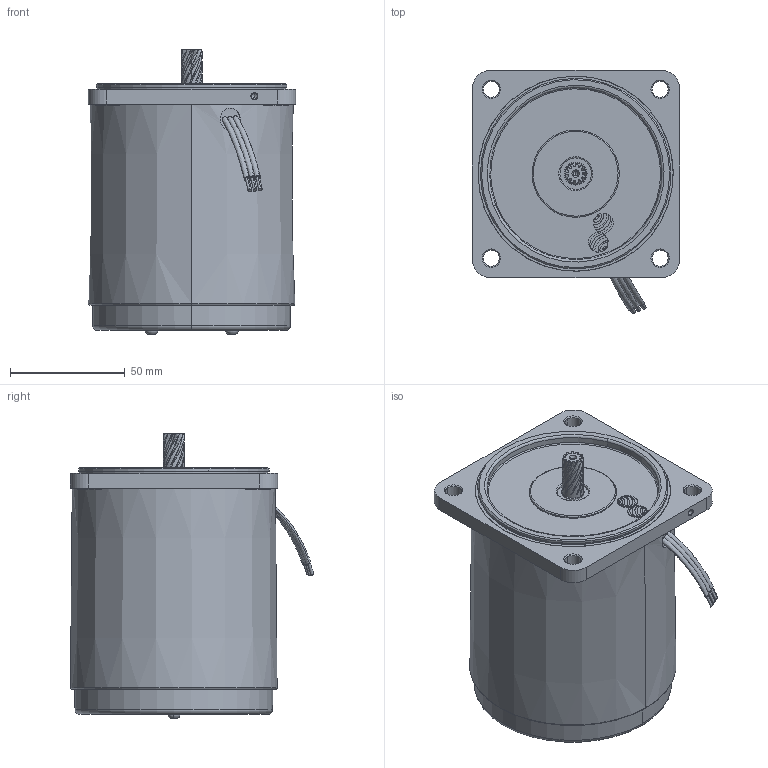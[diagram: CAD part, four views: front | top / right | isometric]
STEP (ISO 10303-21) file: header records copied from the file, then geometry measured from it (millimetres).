
FILE_DESCRIPTION (( 'STEP AP203' ), '1' );
FILE_NAME ('5RK40GN-¡¼-5C171¡¼0000Z0.STEP', '2018-01-02T02:49:54', ( '' ), ( '' ), 'SwSTEP 2.0', 'SolidWorks 2010', '' );
FILE_SCHEMA (( 'CONFIG_CONTROL_DESIGN' ));
Length unit declared in the file: millimetre
Products named in the file (7): 40GN; 出口線-3條; 5RK40GN-〖-5C171〖0000Z0; M540-RK; 上蓋 C583-30; 彈簧壓板M5φ45x1t_Default; 丸頭十字螺絲M3x6_B18.6.7M - M3 x 0.5 x 8 Type I Cross Recessed PHMS --8C
Assembly tree (7 placements, depth 2):
  5RK40GN-〖-5C171〖0000Z0
    丸頭十字螺絲M3x6_B18.6.7M - M3 x 0.5 x 8 Type I Cross Recessed PHMS --8C  x2
    M540-RK
    上蓋 C583-30
    出口線-3條
    40GN
    彈簧壓板M5φ45x1t_Default
Bounding box: 90.3 x 105.88 x 124.46 mm (x, y, z)
Volume: 665122.8 mm3; surface area: 65876.8 mm2
Topology: 9 solids, 9 shells, 397 faces, 991 edges, 642 vertices
Faces by surface type: cylinder 209, plane 77, torus 39, cone 34, bspline 34, sphere 4
Entity records: 16803 total; most frequent: CARTESIAN_POINT 7096, DIRECTION 2012, ORIENTED_EDGE 1826, EDGE_CURVE 913, AXIS2_PLACEMENT_3D 874, VERTEX_POINT 594, CIRCLE 530, EDGE_LOOP 415
